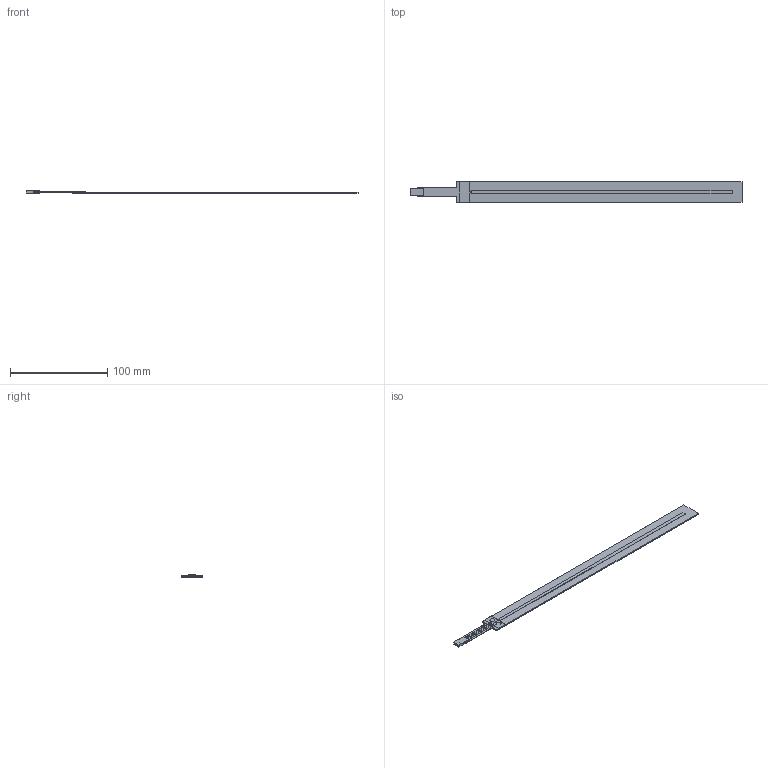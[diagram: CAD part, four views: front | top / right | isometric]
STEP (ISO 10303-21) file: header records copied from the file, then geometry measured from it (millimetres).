
FILE_DESCRIPTION (( 'STEP AP214' ), '1' );
FILE_NAME ('0435_LFP_0250.STEP', '2013-07-15T11:16:27', ( 'dummy' ), ( '' ), 'SwSTEP 2.0', 'SolidWorks 2013', '' );
FILE_SCHEMA (( 'AUTOMOTIVE_DESIGN' ));
Length unit declared in the file: millimetre
Products named in the file (1): 0435_LFP_0250
Bounding box: 340.7 x 21 x 2.76 mm (x, y, z)
Surface area: 20318.9 mm2 (no closed solid volume)
Topology: 0 solids, 9 shells, 75 faces, 369 edges, 284 vertices
Faces by surface type: plane 68, cylinder 7
Entity records: 4436 total; most frequent: CARTESIAN_POINT 729, DIRECTION 539, ORIENTED_EDGE 509, EDGE_CURVE 369, LINE 351, VECTOR 351, VERTEX_POINT 284, AXIS2_PLACEMENT_3D 94
